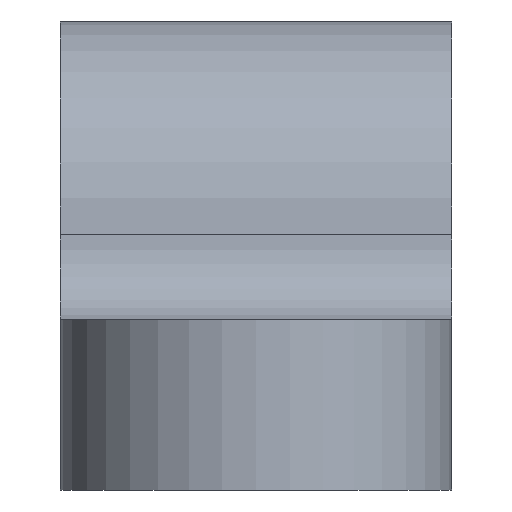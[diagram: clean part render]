
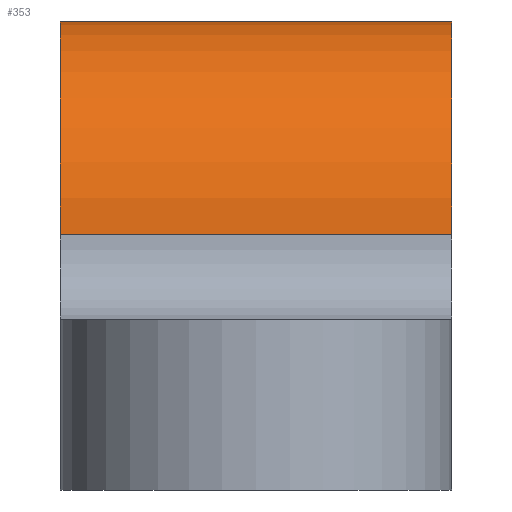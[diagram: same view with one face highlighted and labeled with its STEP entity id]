
A CAD part, left-side view. The second image highlights one B-rep face of the part: STEP entity #353.
In plain terms, the highlighted cylindrical face has radius 2.5 mm (diameter 5 mm), a partial arc.
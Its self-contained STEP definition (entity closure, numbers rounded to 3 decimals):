
#31=FACE_OUTER_BOUND('',#50,.T.);
#50=EDGE_LOOP('',(#248,#249,#250,#251));
#71=LINE('',#536,#104);
#76=LINE('',#548,#109);
#104=VECTOR('',#427,10.);
#109=VECTOR('',#436,10.);
#139=CIRCLE('',#389,2.5);
#140=CIRCLE('',#390,2.5);
#156=VERTEX_POINT('',#533);
#157=VERTEX_POINT('',#535);
#159=VERTEX_POINT('',#541);
#162=VERTEX_POINT('',#546);
#190=EDGE_CURVE('',#156,#157,#71,.T.);
#196=EDGE_CURVE('',#159,#162,#76,.T.);
#197=EDGE_CURVE('',#159,#156,#139,.T.);
#198=EDGE_CURVE('',#157,#162,#140,.T.);
#248=ORIENTED_EDGE('',*,*,#197,.F.);
#249=ORIENTED_EDGE('',*,*,#196,.T.);
#250=ORIENTED_EDGE('',*,*,#198,.F.);
#251=ORIENTED_EDGE('',*,*,#190,.F.);
#343=CYLINDRICAL_SURFACE('',#388,2.5);
#353=ADVANCED_FACE('',(#31),#343,.T.);
#388=AXIS2_PLACEMENT_3D('',#549,#437,#438);
#389=AXIS2_PLACEMENT_3D('',#550,#439,#440);
#390=AXIS2_PLACEMENT_3D('',#551,#441,#442);
#427=DIRECTION('',(0.,1.,0.));
#436=DIRECTION('',(0.,1.,0.));
#437=DIRECTION('center_axis',(0.,1.,0.));
#438=DIRECTION('ref_axis',(0.,0.,1.));
#439=DIRECTION('center_axis',(0.,-1.,0.));
#440=DIRECTION('ref_axis',(0.,0.,1.));
#441=DIRECTION('center_axis',(0.,1.,0.));
#442=DIRECTION('ref_axis',(0.,0.,1.));
#533=CARTESIAN_POINT('',(3.,0.2,3.));
#535=CARTESIAN_POINT('',(3.,4.8,3.));
#536=CARTESIAN_POINT('',(3.,0.2,3.));
#541=CARTESIAN_POINT('',(5.5,0.2,5.5));
#546=CARTESIAN_POINT('',(5.5,4.8,5.5));
#548=CARTESIAN_POINT('',(5.5,0.2,5.5));
#549=CARTESIAN_POINT('Origin',(5.5,0.2,3.));
#550=CARTESIAN_POINT('Origin',(5.5,0.2,3.));
#551=CARTESIAN_POINT('Origin',(5.5,4.8,3.));
